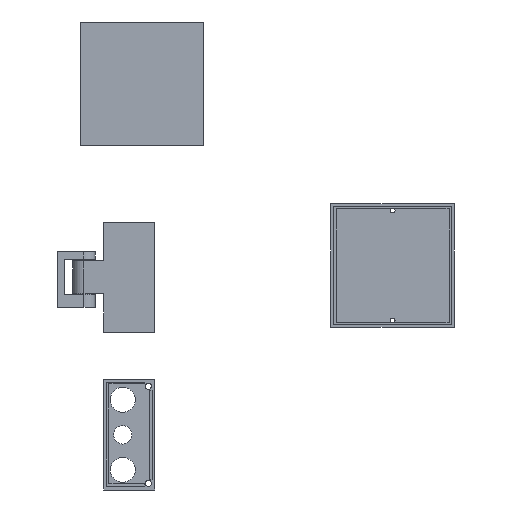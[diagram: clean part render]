
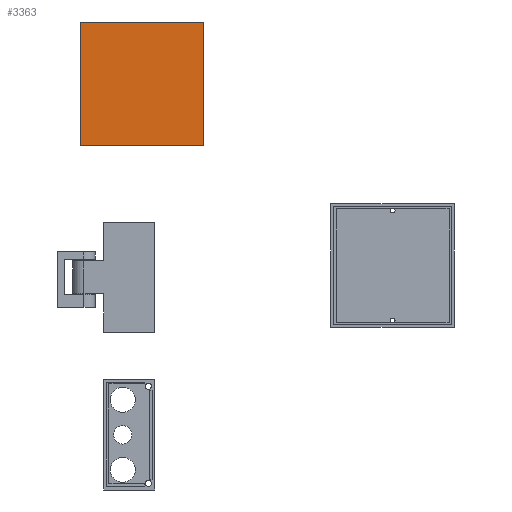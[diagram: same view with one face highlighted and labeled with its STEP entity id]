
A CAD part, front view. The second image highlights one B-rep face of the part: STEP entity #3363.
In plain terms, the highlighted planar face has unit normal (0, -1, 0).
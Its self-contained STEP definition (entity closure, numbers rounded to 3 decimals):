
#313=FACE_OUTER_BOUND('',#526,.T.);
#526=EDGE_LOOP('',(#2552,#2553,#2554,#2555));
#821=LINE('',#5115,#1187);
#824=LINE('',#5120,#1190);
#826=LINE('',#5124,#1192);
#828=LINE('',#5127,#1194);
#1187=VECTOR('',#4147,10.);
#1190=VECTOR('',#4152,10.);
#1192=VECTOR('',#4156,10.);
#1194=VECTOR('',#4160,10.);
#1534=VERTEX_POINT('',#5113);
#1535=VERTEX_POINT('',#5114);
#1536=VERTEX_POINT('',#5119);
#1537=VERTEX_POINT('',#5123);
#1902=EDGE_CURVE('',#1534,#1535,#821,.T.);
#1905=EDGE_CURVE('',#1536,#1534,#824,.T.);
#1907=EDGE_CURVE('',#1537,#1536,#826,.T.);
#1909=EDGE_CURVE('',#1535,#1537,#828,.T.);
#2552=ORIENTED_EDGE('',*,*,#1909,.F.);
#2553=ORIENTED_EDGE('',*,*,#1902,.F.);
#2554=ORIENTED_EDGE('',*,*,#1905,.F.);
#2555=ORIENTED_EDGE('',*,*,#1907,.F.);
#3199=PLANE('',#3614);
#3363=ADVANCED_FACE('',(#313),#3199,.T.);
#3614=AXIS2_PLACEMENT_3D('',#5128,#4161,#4162);
#4147=DIRECTION('',(1.,0.,0.));
#4152=DIRECTION('',(0.,0.,1.));
#4156=DIRECTION('',(-1.,0.,0.));
#4160=DIRECTION('',(0.,0.,-1.));
#4161=DIRECTION('center_axis',(0.,-1.,0.));
#4162=DIRECTION('ref_axis',(0.,0.,-1.));
#5113=CARTESIAN_POINT('',(-111.223,-2.,-184.428));
#5114=CARTESIAN_POINT('',(-17.223,-2.,-184.428));
#5115=CARTESIAN_POINT('',(-111.223,-2.,-184.428));
#5119=CARTESIAN_POINT('',(-111.223,-2.,-278.428));
#5120=CARTESIAN_POINT('',(-111.223,-2.,-278.428));
#5123=CARTESIAN_POINT('',(-17.223,-2.,-278.428));
#5124=CARTESIAN_POINT('',(-17.223,-2.,-278.428));
#5127=CARTESIAN_POINT('',(-17.223,-2.,-184.428));
#5128=CARTESIAN_POINT('Origin',(-17.222,-2.,-231.428));
